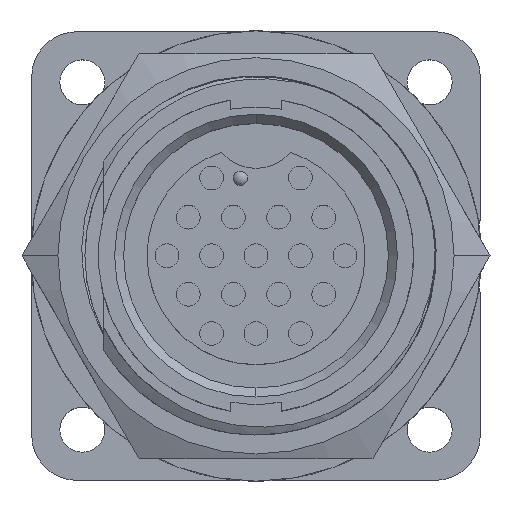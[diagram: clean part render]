
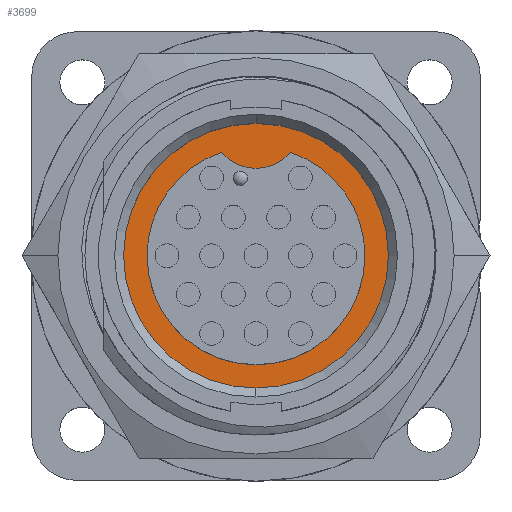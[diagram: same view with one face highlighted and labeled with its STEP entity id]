
A CAD part, top view. The second image highlights one B-rep face of the part: STEP entity #3699.
In plain terms, the highlighted planar face has unit normal (0, 0, 1).
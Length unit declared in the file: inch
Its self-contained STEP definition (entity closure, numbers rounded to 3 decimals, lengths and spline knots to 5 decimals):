
#1487 = ORIENTED_EDGE ( 'NONE', *, *, #4001, .T. ) ;
#1566 = ORIENTED_EDGE ( 'NONE', *, *, #4004, .T. ) ;
#1722 = ORIENTED_EDGE ( 'NONE', *, *, #3761, .T. ) ;
#1844 = ORIENTED_EDGE ( 'NONE', *, *, #3759, .T. ) ;
#1939 = ORIENTED_EDGE ( 'NONE', *, *, #3721, .T. ) ;
#3699 = ADVANCED_FACE ( 'NONE', ( #14431, #14386 ), #11329, .T. ) ;
#3721 = EDGE_CURVE ( 'NONE', #6844, #6900, #10929, .T. ) ;
#3759 = EDGE_CURVE ( 'NONE', #6840, #6955, #10786, .T. ) ;
#3761 = EDGE_CURVE ( 'NONE', #6900, #6752, #10779, .T. ) ;
#4001 = EDGE_CURVE ( 'NONE', #6752, #9692, #11034, .T. ) ;
#4004 = EDGE_CURVE ( 'NONE', #9692, #6844, #11037, .T. ) ;
#4219 = EDGE_CURVE ( 'NONE', #6955, #6840, #10543, .T. ) ;
#6192 = EDGE_LOOP ( 'NONE', ( #1566, #1939, #1722, #1487 ) ) ;
#6203 = EDGE_LOOP ( 'NONE', ( #9222, #1844 ) ) ;
#6752 = VERTEX_POINT ( 'NONE', #14714 ) ;
#6840 = VERTEX_POINT ( 'NONE', #14729 ) ;
#6844 = VERTEX_POINT ( 'NONE', #14730 ) ;
#6900 = VERTEX_POINT ( 'NONE', #14739 ) ;
#6955 = VERTEX_POINT ( 'NONE', #14749 ) ;
#8496 = CARTESIAN_POINT ( 'NONE',  ( 0., 0., 0.35655 ) ) ;
#8497 = DIRECTION ( 'NONE',  ( 0., 0., -1. ) ) ;
#8498 = DIRECTION ( 'NONE',  ( -1., 0., 0. ) ) ;
#8575 = CARTESIAN_POINT ( 'NONE',  ( 0., 0.3675, 0.35655 ) ) ;
#8576 = DIRECTION ( 'NONE',  ( 0., 0., 1. ) ) ;
#8577 = DIRECTION ( 'NONE',  ( 1., 0., 0. ) ) ;
#9222 = ORIENTED_EDGE ( 'NONE', *, *, #4219, .T. ) ;
#9692 = VERTEX_POINT ( 'NONE', #15030 ) ;
#10505 = AXIS2_PLACEMENT_3D ( 'NONE', #12786, #12785, #12784 ) ;
#10543 = CIRCLE ( 'NONE', #10505, 0.3675 ) ;
#10777 = AXIS2_PLACEMENT_3D ( 'NONE', #11684, #11685, #11686 ) ;
#10779 = CIRCLE ( 'NONE', #10777, 0.3025 ) ;
#10784 = AXIS2_PLACEMENT_3D ( 'NONE', #11678, #11679, #11680 ) ;
#10786 = CIRCLE ( 'NONE', #10784, 0.3675 ) ;
#10906 = AXIS2_PLACEMENT_3D ( 'NONE', #11732, #11731, #11730 ) ;
#10929 = CIRCLE ( 'NONE', #10906, 0.3025 ) ;
#10965 = AXIS2_PLACEMENT_3D ( 'NONE', #11330, #11331, #11332 ) ;
#11021 = AXIS2_PLACEMENT_3D ( 'NONE', #8575, #8576, #8577 ) ;
#11031 = AXIS2_PLACEMENT_3D ( 'NONE', #8496, #8497, #8498 ) ;
#11034 = CIRCLE ( 'NONE', #11031, 0.3025 ) ;
#11037 = CIRCLE ( 'NONE', #11021, 0.125 ) ;
#11329 = PLANE ( 'NONE',  #10965 ) ;
#11330 = CARTESIAN_POINT ( 'NONE',  ( 0., 0., 0.35655 ) ) ;
#11331 = DIRECTION ( 'NONE',  ( 0., 0., 1. ) ) ;
#11332 = DIRECTION ( 'NONE',  ( 1., 0., 0. ) ) ;
#11678 = CARTESIAN_POINT ( 'NONE',  ( 0., 0., 0.35655 ) ) ;
#11679 = DIRECTION ( 'NONE',  ( 0., 0., 1. ) ) ;
#11680 = DIRECTION ( 'NONE',  ( 1., 0., 0. ) ) ;
#11684 = CARTESIAN_POINT ( 'NONE',  ( 0., 0., 0.35655 ) ) ;
#11685 = DIRECTION ( 'NONE',  ( 0., 0., -1. ) ) ;
#11686 = DIRECTION ( 'NONE',  ( -1., 0., 0. ) ) ;
#11730 = DIRECTION ( 'NONE',  ( -1., 0., 0. ) ) ;
#11731 = DIRECTION ( 'NONE',  ( 0., 0., -1. ) ) ;
#11732 = CARTESIAN_POINT ( 'NONE',  ( 0., 0., 0.35655 ) ) ;
#12784 = DIRECTION ( 'NONE',  ( 1., 0., 0. ) ) ;
#12785 = DIRECTION ( 'NONE',  ( 0., 0., 1. ) ) ;
#12786 = CARTESIAN_POINT ( 'NONE',  ( 0., 0., 0.35655 ) ) ;
#14386 = FACE_BOUND ( 'NONE', #6192, .T. ) ;
#14431 = FACE_OUTER_BOUND ( 'NONE', #6203, .T. ) ;
#14714 = CARTESIAN_POINT ( 'NONE',  ( -0.3025, 0., 0.35655 ) ) ;
#14729 = CARTESIAN_POINT ( 'NONE',  ( -0.3675, 0., 0.35655 ) ) ;
#14730 = CARTESIAN_POINT ( 'NONE',  ( 0.09562, 0.28699, 0.35655 ) ) ;
#14739 = CARTESIAN_POINT ( 'NONE',  ( 0.3025, 0., 0.35655 ) ) ;
#14749 = CARTESIAN_POINT ( 'NONE',  ( 0.3675, 0., 0.35655 ) ) ;
#15030 = CARTESIAN_POINT ( 'NONE',  ( -0.09562, 0.28699, 0.35655 ) ) ;
